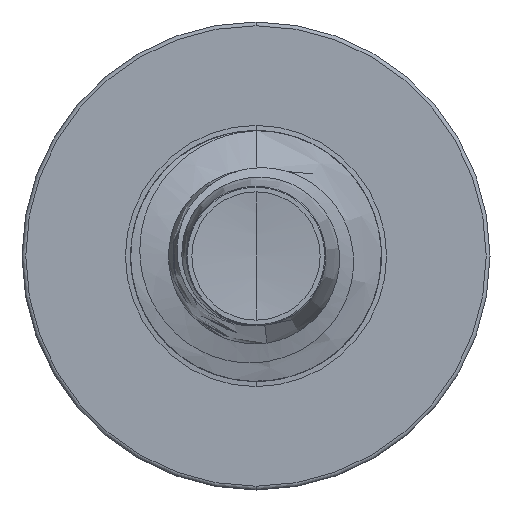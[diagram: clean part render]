
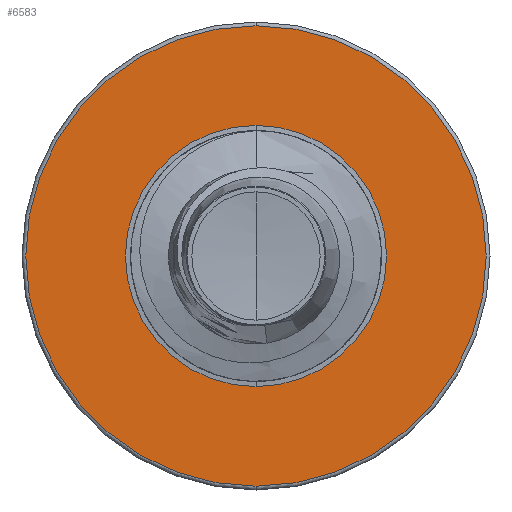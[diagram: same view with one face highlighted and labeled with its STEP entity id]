
A CAD part, front view. The second image highlights one B-rep face of the part: STEP entity #6583.
In plain terms, the highlighted planar face has unit normal (0, -1, 0).
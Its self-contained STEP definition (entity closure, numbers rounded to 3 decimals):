
#495 = CARTESIAN_POINT ( 'NONE',  ( 0., 15., 0. ) ) ;
#720 = EDGE_LOOP ( 'NONE', ( #18494, #22629 ) ) ;
#857 = EDGE_LOOP ( 'NONE', ( #19657, #15674 ) ) ;
#1678 = DIRECTION ( 'NONE',  ( 0., 0., 1. ) ) ;
#1703 = DIRECTION ( 'NONE',  ( 0., 1., 0. ) ) ;
#1708 = CARTESIAN_POINT ( 'NONE',  ( 0., 15., 0. ) ) ;
#2414 = DIRECTION ( 'NONE',  ( 0., 0., 1. ) ) ;
#2444 = DIRECTION ( 'NONE',  ( 0., 1., 0. ) ) ;
#2482 = CARTESIAN_POINT ( 'NONE',  ( 0., 15., -1.562 ) ) ;
#2498 = PLANE ( 'NONE',  #19882 ) ;
#2642 = DIRECTION ( 'NONE',  ( 0., 0., 1. ) ) ;
#3416 = CARTESIAN_POINT ( 'NONE',  ( 0., 15., 1.562 ) ) ;
#4117 = CARTESIAN_POINT ( 'NONE',  ( 0., 15., -1.562 ) ) ;
#4507 = CIRCLE ( 'NONE', #23896, 1.562 ) ;
#4673 = DIRECTION ( 'NONE',  ( 0., 0., 1. ) ) ;
#4726 = DIRECTION ( 'NONE',  ( 0., 1., 0. ) ) ;
#4812 = CARTESIAN_POINT ( 'NONE',  ( 0., 15., 0. ) ) ;
#5939 = AXIS2_PLACEMENT_3D ( 'NONE', #495, #15019, #2642 ) ;
#6583 = ADVANCED_FACE ( 'NONE', ( #9644, #12456 ), #2498, .F. ) ;
#7163 = VERTEX_POINT ( 'NONE', #12436 ) ;
#8069 = CIRCLE ( 'NONE', #24388, 2.755 ) ;
#8100 = EDGE_CURVE ( 'NONE', #8553, #9804, #4507, .T. ) ;
#8388 = DIRECTION ( 'NONE',  ( 0., 1., 0. ) ) ;
#8553 = VERTEX_POINT ( 'NONE', #3416 ) ;
#9353 = CIRCLE ( 'NONE', #5939, 1.562 ) ;
#9466 = CIRCLE ( 'NONE', #9870, 2.755 ) ;
#9644 = FACE_OUTER_BOUND ( 'NONE', #720, .T. ) ;
#9804 = VERTEX_POINT ( 'NONE', #4117 ) ;
#9870 = AXIS2_PLACEMENT_3D ( 'NONE', #1708, #1703, #1678 ) ;
#11222 = EDGE_CURVE ( 'NONE', #7163, #21641, #9466, .T. ) ;
#12436 = CARTESIAN_POINT ( 'NONE',  ( 0., 15., -2.755 ) ) ;
#12456 = FACE_BOUND ( 'NONE', #857, .T. ) ;
#15019 = DIRECTION ( 'NONE',  ( 0., 1., 0. ) ) ;
#15674 = ORIENTED_EDGE ( 'NONE', *, *, #20004, .T. ) ;
#18494 = ORIENTED_EDGE ( 'NONE', *, *, #19033, .F. ) ;
#19033 = EDGE_CURVE ( 'NONE', #21641, #7163, #8069, .T. ) ;
#19657 = ORIENTED_EDGE ( 'NONE', *, *, #8100, .T. ) ;
#19882 = AXIS2_PLACEMENT_3D ( 'NONE', #2482, #2444, #2414 ) ;
#20000 = CARTESIAN_POINT ( 'NONE',  ( 0., 15., 0. ) ) ;
#20004 = EDGE_CURVE ( 'NONE', #9804, #8553, #9353, .T. ) ;
#21529 = DIRECTION ( 'NONE',  ( 0., 0., 1. ) ) ;
#21641 = VERTEX_POINT ( 'NONE', #23400 ) ;
#22629 = ORIENTED_EDGE ( 'NONE', *, *, #11222, .F. ) ;
#23400 = CARTESIAN_POINT ( 'NONE',  ( 0., 15., 2.755 ) ) ;
#23896 = AXIS2_PLACEMENT_3D ( 'NONE', #4812, #4726, #4673 ) ;
#24388 = AXIS2_PLACEMENT_3D ( 'NONE', #20000, #8388, #21529 ) ;
